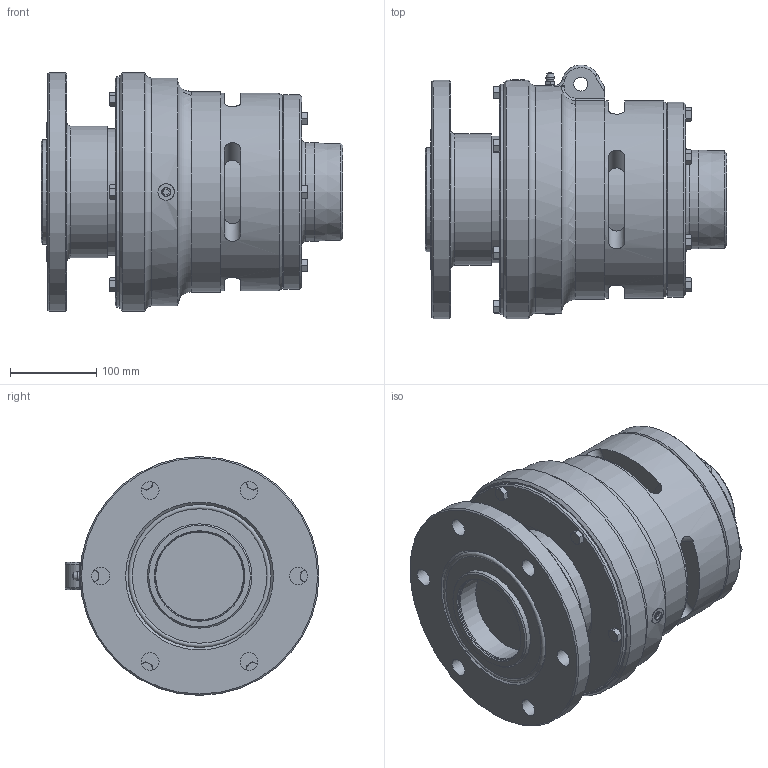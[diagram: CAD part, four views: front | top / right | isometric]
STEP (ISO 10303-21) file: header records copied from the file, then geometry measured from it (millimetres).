
FILE_DESCRIPTION(/* description */ (''),/* implementation_level */ '2;1');
FILE_NAME(/* name */ '6400-115-330-IC.stp',/* time_stamp */ '2020-05-20T15:06:11-05:00',/* author */ ('dyurkovich'),/* organization */ (''),/* preprocessor_version */ 'ST-DEVELOPER v18',/* originating_system */ 'Autodesk Inventor 2020',/* authorisation */ '');
FILE_SCHEMA (('AUTOMOTIVE_DESIGN { 1 0 10303 214 3 1 1 }'));
Products named in the file (1): 6400-115-330-IC
Bounding box: 348.83 x 293.69 x 276.2 mm (x, y, z)
Volume: 12104206.4 mm3; surface area: 514952.8 mm2
Topology: 1 solids, 14 shells, 2233 faces, 5872 edges, 3878 vertices
Faces by surface type: plane 1041, bspline 792, cylinder 267, cone 109, torus 23, sphere 1
Full cylindrical faces by diameter (mm): 5 x1, 9.525 x6, 9.855 x6, 10.287 x1, 11 x6, 11.1 x6, 15.9 x1, 19 x2, 20.6 x6, 98.4 x1, 101.6 x1, 103 x1, 114.3 x1, 120.62 x1, 146.6 x1, 152.4 x1, 165.1 x1, 225.4 x1, 228 x1, 263.5 x1, 266.4 x1, 267 x1, 276.2 x2
Entity records: 206548 total; most frequent: CARTESIAN_POINT 154539, ORIENTED_EDGE 11740, DIRECTION 8989, EDGE_CURVE 5870, VERTEX_POINT 3878, AXIS2_PLACEMENT_3D 3215, LINE 2559, VECTOR 2559
